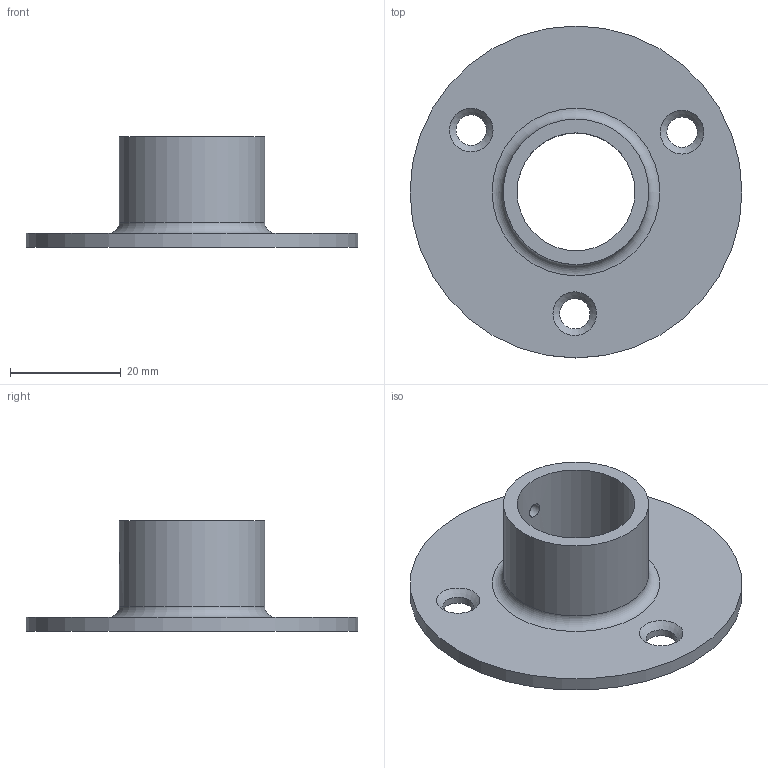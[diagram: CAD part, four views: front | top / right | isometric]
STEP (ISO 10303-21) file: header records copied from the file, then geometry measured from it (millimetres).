
FILE_DESCRIPTION(/* description */ (''),/* implementation_level */ '2;1');
FILE_NAME(/* name */ 'Bodenanker_geschliefen_X248.stp',/* time_stamp */ '2017-06-15T09:52:12+02:00',/* author */ (''),/* organization */ (''),/* preprocessor_version */ 'ST-DEVELOPER v16',/* originating_system */ 'SIEMENS PLM Software NX 11.0',/* authorisation */ '');
FILE_SCHEMA (('AUTOMOTIVE_DESIGN { 1 0 10303 214 3 1 1 1 }'));
Length unit declared in the file: millimetre
Products named in the file (1): Goge1D3CD327kvmj
Bounding box: 60 x 60 x 20 mm (x, y, z)
Volume: 9288 mm3; surface area: 8094.6 mm2
Topology: 1 solids, 1 shells, 14 faces, 31 edges, 20 vertices
Faces by surface type: cylinder 7, plane 3, cone 3, torus 1
Full cylindrical faces by diameter (mm): 2.604 x1, 5.5 x3, 21.3 x1, 26.3 x1, 60 x1
Entity records: 442 total; most frequent: CARTESIAN_POINT 123, DIRECTION 62, FACE_BOUND 36, EDGE_LOOP 36, ORIENTED_EDGE 36, AXIS2_PLACEMENT_3D 31, VERTEX_POINT 18, EDGE_CURVE 18
